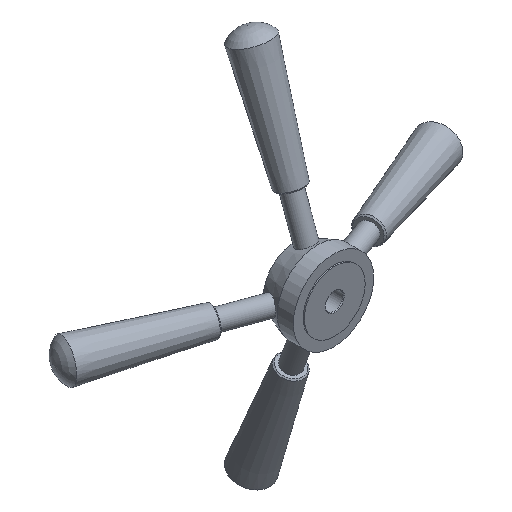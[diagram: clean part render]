
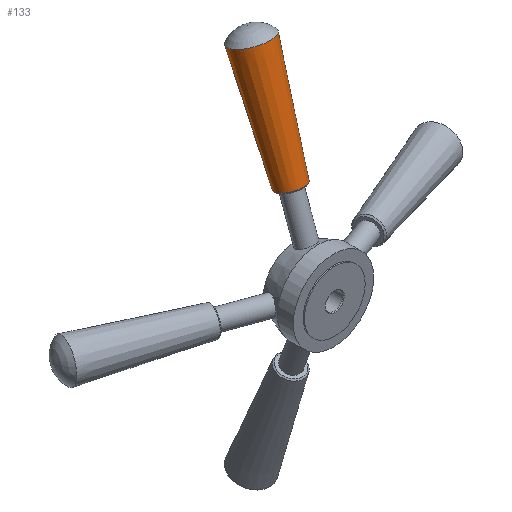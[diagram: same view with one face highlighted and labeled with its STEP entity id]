
A CAD part, isometric view. The second image highlights one B-rep face of the part: STEP entity #133.
In plain terms, the highlighted conical face has half-angle 3.061 degrees and reference radius 11 mm.
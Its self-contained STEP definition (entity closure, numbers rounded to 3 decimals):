
#103=CONICAL_SURFACE('',#450,11.,3.061);
#133=ADVANCED_FACE('',(#207,#177),#103,.T.);
#177=FACE_BOUND('',#244,.T.);
#207=FACE_OUTER_BOUND('',#243,.T.);
#243=EDGE_LOOP('',(#303));
#244=EDGE_LOOP('',(#304));
#303=ORIENTED_EDGE('',*,*,#387,.F.);
#304=ORIENTED_EDGE('',*,*,#388,.T.);
#356=VERTEX_POINT('',#705);
#357=VERTEX_POINT('',#708);
#387=EDGE_CURVE('',#356,#356,#413,.T.);
#388=EDGE_CURVE('',#357,#357,#414,.T.);
#413=CIRCLE('',#447,16.);
#414=CIRCLE('',#449,11.);
#447=AXIS2_PLACEMENT_3D('',#704,#520,#521);
#449=AXIS2_PLACEMENT_3D('',#707,#524,#525);
#450=AXIS2_PLACEMENT_3D('',#709,#526,#527);
#520=DIRECTION('',(0.,0.342,0.94));
#521=DIRECTION('',(0.,0.94,-0.342));
#524=DIRECTION('',(0.,0.342,0.94));
#525=DIRECTION('',(0.,0.94,-0.342));
#526=DIRECTION('',(0.,0.342,0.94));
#527=DIRECTION('',(0.,0.94,-0.342));
#704=CARTESIAN_POINT('',(564.251,497.964,151.637));
#705=CARTESIAN_POINT('',(564.251,512.999,146.165));
#707=CARTESIAN_POINT('',(564.251,465.985,63.776));
#708=CARTESIAN_POINT('',(564.251,476.321,60.014));
#709=CARTESIAN_POINT('',(564.251,465.985,63.776));
